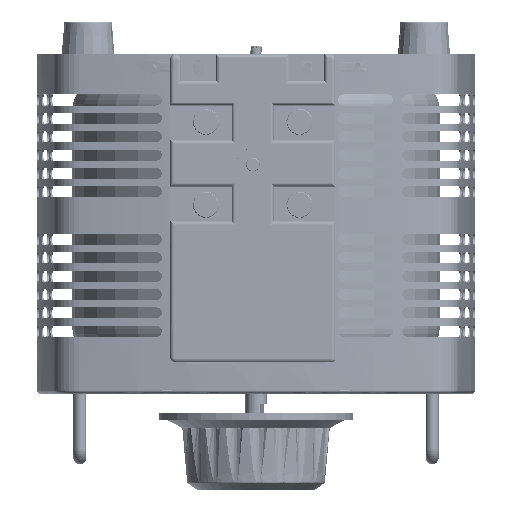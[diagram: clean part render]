
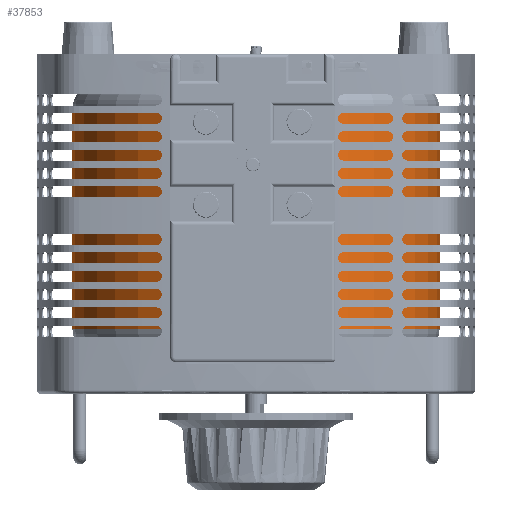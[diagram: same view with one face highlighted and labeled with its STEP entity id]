
A CAD part, front view. The second image highlights one B-rep face of the part: STEP entity #37853.
In plain terms, the highlighted cylindrical face has radius 100 mm (diameter 200 mm), a partial arc.
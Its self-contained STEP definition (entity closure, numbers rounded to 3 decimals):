
#7491 = CARTESIAN_POINT ( 'NONE',  ( -100., 0., 150. ) ) ;
#29839 = ORIENTED_EDGE ( 'NONE', *, *, #123160, .T. ) ;
#37853 = ADVANCED_FACE ( 'NONE', ( #127280 ), #69192, .T. ) ;
#38456 = CIRCLE ( 'NONE', #144516, 100. ) ;
#53683 = DIRECTION ( 'NONE',  ( -1., 0., 0. ) ) ;
#58957 = ORIENTED_EDGE ( 'NONE', *, *, #217899, .F. ) ;
#59742 = DIRECTION ( 'NONE',  ( 0., 0., -1. ) ) ;
#61012 = CARTESIAN_POINT ( 'NONE',  ( -100., 0., 15. ) ) ;
#63241 = EDGE_LOOP ( 'NONE', ( #58957, #185082, #29839, #162753 ) ) ;
#69192 = CYLINDRICAL_SURFACE ( 'NONE', #89779, 100. ) ;
#75912 = CARTESIAN_POINT ( 'NONE',  ( -100., 0., 135. ) ) ;
#76057 = CARTESIAN_POINT ( 'NONE',  ( 100., 0., 135. ) ) ;
#76458 = EDGE_CURVE ( 'NONE', #173539, #166296, #38456, .T. ) ;
#89308 = CARTESIAN_POINT ( 'NONE',  ( 0., 0., 150. ) ) ;
#89779 = AXIS2_PLACEMENT_3D ( 'NONE', #89308, #161651, #53683 ) ;
#99444 = DIRECTION ( 'NONE',  ( 0., 0., -1. ) ) ;
#100613 = DIRECTION ( 'NONE',  ( 1., 0., 0. ) ) ;
#123160 = EDGE_CURVE ( 'NONE', #133248, #173539, #167694, .T. ) ;
#126565 = CARTESIAN_POINT ( 'NONE',  ( 100., 0., 15. ) ) ;
#127280 = FACE_OUTER_BOUND ( 'NONE', #63241, .T. ) ;
#128362 = LINE ( 'NONE', #220732, #146746 ) ;
#128869 = CIRCLE ( 'NONE', #159171, 100. ) ;
#133248 = VERTEX_POINT ( 'NONE', #75912 ) ;
#143562 = CARTESIAN_POINT ( 'NONE',  ( 0., 0., 135. ) ) ;
#143846 = DIRECTION ( 'NONE',  ( 0., 0., 1. ) ) ;
#144516 = AXIS2_PLACEMENT_3D ( 'NONE', #217249, #143846, #165050 ) ;
#146746 = VECTOR ( 'NONE', #149679, 1000. ) ;
#149679 = DIRECTION ( 'NONE',  ( 0., 0., -1. ) ) ;
#159171 = AXIS2_PLACEMENT_3D ( 'NONE', #143562, #99444, #100613 ) ;
#161651 = DIRECTION ( 'NONE',  ( 0., 0., -1. ) ) ;
#162753 = ORIENTED_EDGE ( 'NONE', *, *, #76458, .T. ) ;
#165050 = DIRECTION ( 'NONE',  ( 1., 0., 0. ) ) ;
#166296 = VERTEX_POINT ( 'NONE', #126565 ) ;
#167027 = VERTEX_POINT ( 'NONE', #76057 ) ;
#167694 = LINE ( 'NONE', #7491, #168269 ) ;
#168269 = VECTOR ( 'NONE', #59742, 1000. ) ;
#173539 = VERTEX_POINT ( 'NONE', #61012 ) ;
#185082 = ORIENTED_EDGE ( 'NONE', *, *, #204643, .T. ) ;
#204643 = EDGE_CURVE ( 'NONE', #167027, #133248, #128869, .T. ) ;
#217249 = CARTESIAN_POINT ( 'NONE',  ( 0., 0., 15. ) ) ;
#217899 = EDGE_CURVE ( 'NONE', #167027, #166296, #128362, .T. ) ;
#220732 = CARTESIAN_POINT ( 'NONE',  ( 100., 0., 150. ) ) ;
